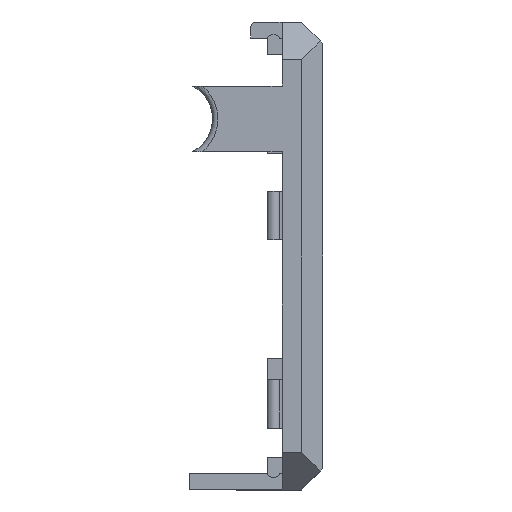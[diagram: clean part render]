
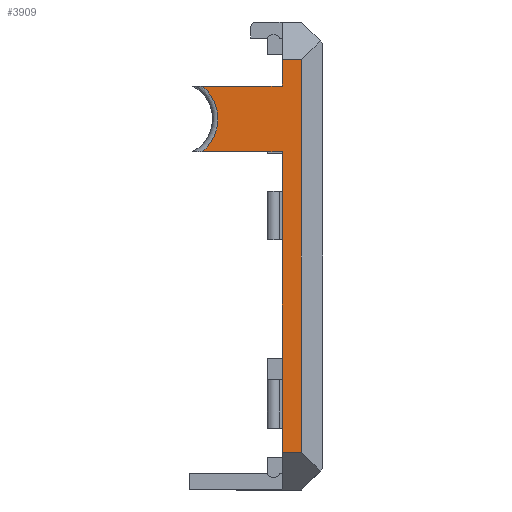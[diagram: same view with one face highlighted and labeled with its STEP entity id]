
A CAD part, left-side view. The second image highlights one B-rep face of the part: STEP entity #3909.
In plain terms, the highlighted planar face has unit normal (-1, 0, 0).
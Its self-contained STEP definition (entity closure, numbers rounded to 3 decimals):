
#20 = EDGE_CURVE ( 'NONE', #40, #1358, #5473, .T. ) ;
#21 = EDGE_CURVE ( 'NONE', #3536, #1000, #5414, .T. ) ;
#40 = VERTEX_POINT ( 'NONE', #4193 ) ;
#109 = ORIENTED_EDGE ( 'NONE', *, *, #2725, .T. ) ;
#112 = CARTESIAN_POINT ( 'NONE',  ( 0., 12.204, 31.45 ) ) ;
#198 = LINE ( 'NONE', #1519, #1556 ) ;
#226 = PLANE ( 'NONE',  #4634 ) ;
#489 = VECTOR ( 'NONE', #1978, 1000. ) ;
#668 = CARTESIAN_POINT ( 'NONE',  ( 0., 4.8, 40. ) ) ;
#719 = VECTOR ( 'NONE', #1719, 1000. ) ;
#884 = VERTEX_POINT ( 'NONE', #2530 ) ;
#1000 = VERTEX_POINT ( 'NONE', #3102 ) ;
#1197 = VERTEX_POINT ( 'NONE', #4568 ) ;
#1358 = VERTEX_POINT ( 'NONE', #1672 ) ;
#1491 = VECTOR ( 'NONE', #4617, 1000. ) ;
#1519 = CARTESIAN_POINT ( 'NONE',  ( 0., 4.8, 0. ) ) ;
#1556 = VECTOR ( 'NONE', #4976, 1000. ) ;
#1646 = EDGE_CURVE ( 'NONE', #3427, #1358, #5156, .T. ) ;
#1672 = CARTESIAN_POINT ( 'NONE',  ( 0., 4.8, 40. ) ) ;
#1719 = DIRECTION ( 'NONE',  ( 0., 0., 1. ) ) ;
#1732 = VECTOR ( 'NONE', #3111, 1000. ) ;
#1870 = EDGE_CURVE ( 'NONE', #4974, #884, #5606, .T. ) ;
#1962 = EDGE_CURVE ( 'NONE', #1197, #3427, #2710, .T. ) ;
#1978 = DIRECTION ( 'NONE',  ( 0., 1., 0. ) ) ;
#2145 = ORIENTED_EDGE ( 'NONE', *, *, #1870, .T. ) ;
#2181 = CARTESIAN_POINT ( 'NONE',  ( 0., 4.8, 0. ) ) ;
#2259 = CARTESIAN_POINT ( 'NONE',  ( 0., 13.1, 37.55 ) ) ;
#2276 = AXIS2_PLACEMENT_3D ( 'NONE', #3005, #3450, #5074 ) ;
#2292 = DIRECTION ( 'NONE',  ( 0., 0., -1. ) ) ;
#2317 = FACE_OUTER_BOUND ( 'NONE', #2511, .T. ) ;
#2511 = EDGE_LOOP ( 'NONE', ( #5285, #3313, #4740, #4278, #2145, #109, #2811, #4438 ) ) ;
#2530 = CARTESIAN_POINT ( 'NONE',  ( 0., 3., 3.5 ) ) ;
#2710 = LINE ( 'NONE', #2259, #1732 ) ;
#2725 = EDGE_CURVE ( 'NONE', #884, #40, #5312, .T. ) ;
#2811 = ORIENTED_EDGE ( 'NONE', *, *, #20, .T. ) ;
#3005 = CARTESIAN_POINT ( 'NONE',  ( 0., 14.717, 34.5 ) ) ;
#3102 = CARTESIAN_POINT ( 'NONE',  ( 0., 4.8, 31.45 ) ) ;
#3111 = DIRECTION ( 'NONE',  ( 0., -1., 0. ) ) ;
#3237 = CARTESIAN_POINT ( 'NONE',  ( 0., 4.8, 0. ) ) ;
#3313 = ORIENTED_EDGE ( 'NONE', *, *, #4461, .T. ) ;
#3427 = VERTEX_POINT ( 'NONE', #4690 ) ;
#3437 = DIRECTION ( 'NONE',  ( 0., -1., 0. ) ) ;
#3450 = DIRECTION ( 'NONE',  ( 1., 0., 0. ) ) ;
#3536 = VERTEX_POINT ( 'NONE', #112 ) ;
#3906 = EDGE_CURVE ( 'NONE', #4974, #1000, #198, .T. ) ;
#3909 = ADVANCED_FACE ( 'NONE', ( #2317 ), #226, .F. ) ;
#4041 = DIRECTION ( 'NONE',  ( 1., 0., 0. ) ) ;
#4121 = VECTOR ( 'NONE', #4862, 1000. ) ;
#4134 = CARTESIAN_POINT ( 'NONE',  ( 0., 13.1, 31.45 ) ) ;
#4193 = CARTESIAN_POINT ( 'NONE',  ( 0., 3., 40. ) ) ;
#4278 = ORIENTED_EDGE ( 'NONE', *, *, #3906, .F. ) ;
#4359 = CARTESIAN_POINT ( 'NONE',  ( 0., 4.8, 3.5 ) ) ;
#4427 = CARTESIAN_POINT ( 'NONE',  ( 0., 3., 0. ) ) ;
#4438 = ORIENTED_EDGE ( 'NONE', *, *, #1646, .F. ) ;
#4461 = EDGE_CURVE ( 'NONE', #1197, #3536, #5269, .T. ) ;
#4568 = CARTESIAN_POINT ( 'NONE',  ( 0., 12.204, 37.55 ) ) ;
#4617 = DIRECTION ( 'NONE',  ( 0., -1., 0. ) ) ;
#4634 = AXIS2_PLACEMENT_3D ( 'NONE', #3237, #4041, #2292 ) ;
#4690 = CARTESIAN_POINT ( 'NONE',  ( 0., 4.8, 37.55 ) ) ;
#4740 = ORIENTED_EDGE ( 'NONE', *, *, #21, .T. ) ;
#4862 = DIRECTION ( 'NONE',  ( 0., 0., 1. ) ) ;
#4974 = VERTEX_POINT ( 'NONE', #4359 ) ;
#4976 = DIRECTION ( 'NONE',  ( 0., 0., 1. ) ) ;
#5074 = DIRECTION ( 'NONE',  ( 0., 0., -1. ) ) ;
#5156 = LINE ( 'NONE', #2181, #719 ) ;
#5209 = CARTESIAN_POINT ( 'NONE',  ( 0., 4.8, 3.5 ) ) ;
#5269 = CIRCLE ( 'NONE', #2276, 3.952 ) ;
#5285 = ORIENTED_EDGE ( 'NONE', *, *, #1962, .F. ) ;
#5312 = LINE ( 'NONE', #4427, #4121 ) ;
#5414 = LINE ( 'NONE', #4134, #1491 ) ;
#5473 = LINE ( 'NONE', #668, #489 ) ;
#5535 = VECTOR ( 'NONE', #3437, 1000. ) ;
#5606 = LINE ( 'NONE', #5209, #5535 ) ;
